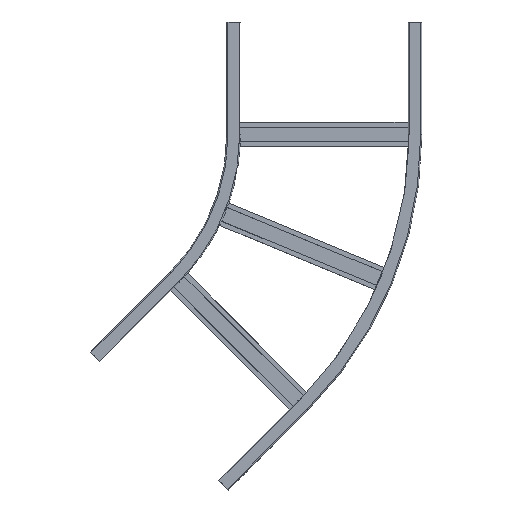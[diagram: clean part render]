
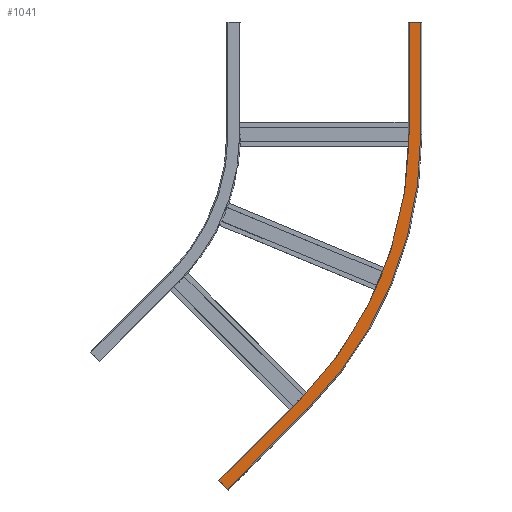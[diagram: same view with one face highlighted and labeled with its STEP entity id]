
A CAD part, front view. The second image highlights one B-rep face of the part: STEP entity #1041.
In plain terms, the highlighted planar face has unit normal (0, -1, 0).
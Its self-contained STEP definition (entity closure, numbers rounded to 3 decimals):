
#41 = CARTESIAN_POINT ( 'NONE',  ( 280.2, -42.93, 0. ) ) ;
#44 = CARTESIAN_POINT ( 'NONE',  ( 298.2, -42.93, 0. ) ) ;
#53 = CARTESIAN_POINT ( 'NONE',  ( -12.066, -42.93, -705.593 ) ) ;
#108 = CARTESIAN_POINT ( 'NONE',  ( 280.2, -42.93, -173. ) ) ;
#109 = CARTESIAN_POINT ( 'NONE',  ( 298.2, -42.93, -173. ) ) ;
#111 = CARTESIAN_POINT ( 'NONE',  ( 110.263, -42.93, -583.263 ) ) ;
#114 = CARTESIAN_POINT ( 'NONE',  ( 122.991, -42.93, -595.991 ) ) ;
#129 = CARTESIAN_POINT ( 'NONE',  ( 0.662, -42.93, -718.321 ) ) ;
#804 = AXIS2_PLACEMENT_3D ( 'NONE', #3452, #3451, #3449 ) ;
#808 = AXIS2_PLACEMENT_3D ( 'NONE', #3473, #3472, #3470 ) ;
#1041 = ADVANCED_FACE ( 'NONE', ( #3176 ), #3454, .T. ) ;
#1574 = ORIENTED_EDGE ( 'NONE', *, *, #4011, .F. ) ;
#1575 = ORIENTED_EDGE ( 'NONE', *, *, #3972, .F. ) ;
#1576 = ORIENTED_EDGE ( 'NONE', *, *, #3969, .T. ) ;
#1577 = ORIENTED_EDGE ( 'NONE', *, *, #4012, .T. ) ;
#1578 = ORIENTED_EDGE ( 'NONE', *, *, #4013, .T. ) ;
#1579 = ORIENTED_EDGE ( 'NONE', *, *, #4014, .F. ) ;
#1580 = ORIENTED_EDGE ( 'NONE', *, *, #3965, .F. ) ;
#1581 = ORIENTED_EDGE ( 'NONE', *, *, #4010, .T. ) ;
#2028 = VECTOR ( 'NONE', #2904, 1000. ) ;
#2030 = VECTOR ( 'NONE', #2907, 1000. ) ;
#2031 = LINE ( 'NONE', #2900, #2028 ) ;
#2032 = VECTOR ( 'NONE', #2916, 1000. ) ;
#2033 = LINE ( 'NONE', #2914, #2030 ) ;
#2034 = VECTOR ( 'NONE', #2919, 1000. ) ;
#2035 = LINE ( 'NONE', #2918, #2032 ) ;
#2036 = VECTOR ( 'NONE', #2991, 1000. ) ;
#2037 = LINE ( 'NONE', #2930, #2034 ) ;
#2038 = LINE ( 'NONE', #2961, #2036 ) ;
#2102 = VECTOR ( 'NONE', #3441, 1000. ) ;
#2105 = LINE ( 'NONE', #3443, #2102 ) ;
#2108 = CIRCLE ( 'NONE', #804, 598.2 ) ;
#2112 = CIRCLE ( 'NONE', #808, 580.2 ) ;
#2625 = AXIS2_PLACEMENT_3D ( 'NONE', #3474, #3450, #3446 ) ;
#2900 = CARTESIAN_POINT ( 'NONE',  ( 280.2, -42.93, -173. ) ) ;
#2904 = DIRECTION ( 'NONE',  ( 0., 0., 1. ) ) ;
#2907 = DIRECTION ( 'NONE',  ( -1., 0., 0. ) ) ;
#2914 = CARTESIAN_POINT ( 'NONE',  ( 298.2, -42.93, 0. ) ) ;
#2916 = DIRECTION ( 'NONE',  ( 0., 0., 1. ) ) ;
#2918 = CARTESIAN_POINT ( 'NONE',  ( 298.2, -42.93, -173. ) ) ;
#2919 = DIRECTION ( 'NONE',  ( -0.707, 0., 0.707 ) ) ;
#2930 = CARTESIAN_POINT ( 'NONE',  ( 0.662, -42.93, -718.321 ) ) ;
#2961 = CARTESIAN_POINT ( 'NONE',  ( 110.263, -42.93, -583.263 ) ) ;
#2991 = DIRECTION ( 'NONE',  ( -0.707, 0., -0.707 ) ) ;
#3176 = FACE_OUTER_BOUND ( 'NONE', #4344, .T. ) ;
#3441 = DIRECTION ( 'NONE',  ( -0.707, 0., -0.707 ) ) ;
#3443 = CARTESIAN_POINT ( 'NONE',  ( 122.991, -42.93, -595.991 ) ) ;
#3446 = DIRECTION ( 'NONE',  ( 0.707, 0., 0.707 ) ) ;
#3449 = DIRECTION ( 'NONE',  ( 0.707, 0., 0.707 ) ) ;
#3450 = DIRECTION ( 'NONE',  ( 0., -1., 0. ) ) ;
#3451 = DIRECTION ( 'NONE',  ( 0., -1., 0. ) ) ;
#3452 = CARTESIAN_POINT ( 'NONE',  ( -300., -42.93, -173. ) ) ;
#3454 = PLANE ( 'NONE',  #2625 ) ;
#3470 = DIRECTION ( 'NONE',  ( 0.707, 0., 0.707 ) ) ;
#3472 = DIRECTION ( 'NONE',  ( 0., -1., 0. ) ) ;
#3473 = CARTESIAN_POINT ( 'NONE',  ( -300., -42.93, -173. ) ) ;
#3474 = CARTESIAN_POINT ( 'NONE',  ( 122.991, -42.93, -595.991 ) ) ;
#3965 = EDGE_CURVE ( 'NONE', #4598, #4601, #2112, .T. ) ;
#3969 = EDGE_CURVE ( 'NONE', #4596, #4600, #2108, .T. ) ;
#3972 = EDGE_CURVE ( 'NONE', #4596, #4584, #2105, .T. ) ;
#4010 = EDGE_CURVE ( 'NONE', #4598, #4624, #2038, .T. ) ;
#4011 = EDGE_CURVE ( 'NONE', #4584, #4624, #2037, .T. ) ;
#4012 = EDGE_CURVE ( 'NONE', #4600, #4633, #2035, .T. ) ;
#4013 = EDGE_CURVE ( 'NONE', #4633, #4636, #2033, .T. ) ;
#4014 = EDGE_CURVE ( 'NONE', #4601, #4636, #2031, .T. ) ;
#4344 = EDGE_LOOP ( 'NONE', ( #1574, #1575, #1576, #1577, #1578, #1579, #1580, #1581 ) ) ;
#4584 = VERTEX_POINT ( 'NONE', #129 ) ;
#4596 = VERTEX_POINT ( 'NONE', #114 ) ;
#4598 = VERTEX_POINT ( 'NONE', #111 ) ;
#4600 = VERTEX_POINT ( 'NONE', #109 ) ;
#4601 = VERTEX_POINT ( 'NONE', #108 ) ;
#4624 = VERTEX_POINT ( 'NONE', #53 ) ;
#4633 = VERTEX_POINT ( 'NONE', #44 ) ;
#4636 = VERTEX_POINT ( 'NONE', #41 ) ;
